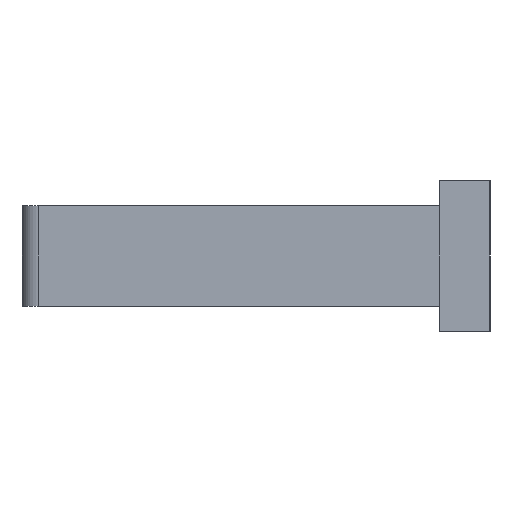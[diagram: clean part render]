
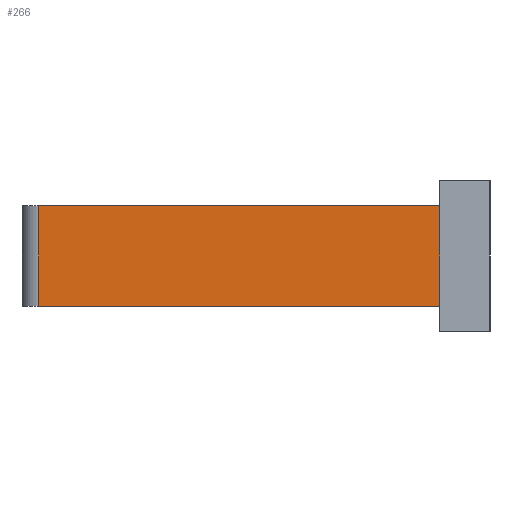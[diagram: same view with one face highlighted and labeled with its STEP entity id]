
A CAD part, left-side view. The second image highlights one B-rep face of the part: STEP entity #266.
In plain terms, the highlighted planar face has unit normal (-1, 0, 0).
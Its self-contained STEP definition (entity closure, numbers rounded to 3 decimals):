
#4 = LINE ( 'NONE', #1298, #919 ) ;
#6 = LINE ( 'NONE', #518, #492 ) ;
#45 = DIRECTION ( 'NONE',  ( 0., 0., -1. ) ) ;
#60 = ORIENTED_EDGE ( 'NONE', *, *, #83, .F. ) ;
#83 = EDGE_CURVE ( 'NONE', #1176, #1234, #760, .T. ) ;
#116 = VERTEX_POINT ( 'NONE', #399 ) ;
#132 = ORIENTED_EDGE ( 'NONE', *, *, #645, .F. ) ;
#188 = ORIENTED_EDGE ( 'NONE', *, *, #537, .T. ) ;
#219 = DIRECTION ( 'NONE',  ( 0., -1., 0. ) ) ;
#235 = DIRECTION ( 'NONE',  ( 1., 0., 0. ) ) ;
#266 = ADVANCED_FACE ( 'NONE', ( #538 ), #754, .F. ) ;
#331 = VECTOR ( 'NONE', #864, 1000. ) ;
#399 = CARTESIAN_POINT ( 'NONE',  ( -83., 27., 3. ) ) ;
#410 = DIRECTION ( 'NONE',  ( 0., -1., 0. ) ) ;
#434 = CARTESIAN_POINT ( 'NONE',  ( -83., 0., 3. ) ) ;
#492 = VECTOR ( 'NONE', #410, 1000. ) ;
#518 = CARTESIAN_POINT ( 'NONE',  ( -83., 28., 3. ) ) ;
#537 = EDGE_CURVE ( 'NONE', #1313, #1234, #618, .T. ) ;
#538 = FACE_OUTER_BOUND ( 'NONE', #991, .T. ) ;
#613 = CARTESIAN_POINT ( 'NONE',  ( -83., 0., 3. ) ) ;
#618 = LINE ( 'NONE', #1161, #842 ) ;
#643 = ORIENTED_EDGE ( 'NONE', *, *, #1013, .T. ) ;
#645 = EDGE_CURVE ( 'NONE', #116, #1176, #6, .T. ) ;
#746 = AXIS2_PLACEMENT_3D ( 'NONE', #1055, #235, #45 ) ;
#754 = PLANE ( 'NONE',  #746 ) ;
#760 = LINE ( 'NONE', #434, #331 ) ;
#840 = CARTESIAN_POINT ( 'NONE',  ( -83., 27., -3. ) ) ;
#842 = VECTOR ( 'NONE', #219, 1000. ) ;
#864 = DIRECTION ( 'NONE',  ( 0., 0., -1. ) ) ;
#919 = VECTOR ( 'NONE', #1204, 1000. ) ;
#921 = CARTESIAN_POINT ( 'NONE',  ( -83., 0., -3. ) ) ;
#991 = EDGE_LOOP ( 'NONE', ( #132, #643, #188, #60 ) ) ;
#1013 = EDGE_CURVE ( 'NONE', #116, #1313, #4, .T. ) ;
#1055 = CARTESIAN_POINT ( 'NONE',  ( -83., 28., 3. ) ) ;
#1161 = CARTESIAN_POINT ( 'NONE',  ( -83., 28., -3. ) ) ;
#1176 = VERTEX_POINT ( 'NONE', #613 ) ;
#1204 = DIRECTION ( 'NONE',  ( 0., 0., -1. ) ) ;
#1234 = VERTEX_POINT ( 'NONE', #921 ) ;
#1298 = CARTESIAN_POINT ( 'NONE',  ( -83., 27., 3. ) ) ;
#1313 = VERTEX_POINT ( 'NONE', #840 ) ;
